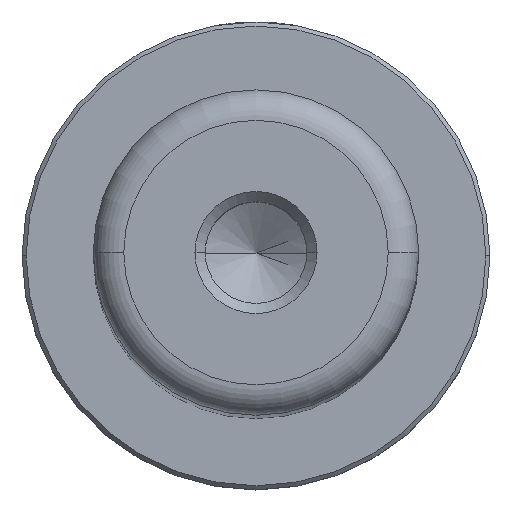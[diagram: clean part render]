
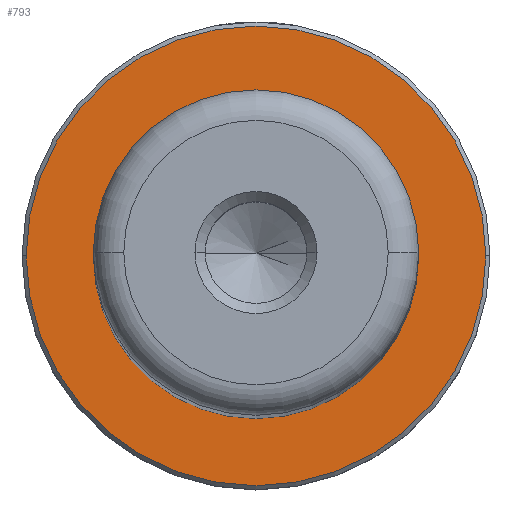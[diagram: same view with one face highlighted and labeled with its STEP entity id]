
A CAD part, top view. The second image highlights one B-rep face of the part: STEP entity #793.
In plain terms, the highlighted planar face has unit normal (0, 0, 1).
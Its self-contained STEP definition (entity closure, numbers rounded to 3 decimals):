
#31 = CARTESIAN_POINT ( 'NONE',  ( 0., 0., 15. ) ) ;
#122 = AXIS2_PLACEMENT_3D ( 'NONE', #31, #1204, #196 ) ;
#196 = DIRECTION ( 'NONE',  ( 1., 0., 0. ) ) ;
#200 = FACE_BOUND ( 'NONE', #1093, .T. ) ;
#235 = DIRECTION ( 'NONE',  ( -1., 0., 0. ) ) ;
#240 = DIRECTION ( 'NONE',  ( 0., 0., -1. ) ) ;
#248 = CARTESIAN_POINT ( 'NONE',  ( 0., 0., 15. ) ) ;
#329 = AXIS2_PLACEMENT_3D ( 'NONE', #248, #240, #235 ) ;
#358 = EDGE_CURVE ( 'NONE', #1250, #2097, #1977, .T. ) ;
#382 = ORIENTED_EDGE ( 'NONE', *, *, #2055, .T. ) ;
#477 = DIRECTION ( 'NONE',  ( 1., 0., 0. ) ) ;
#483 = DIRECTION ( 'NONE',  ( 0., 0., 1. ) ) ;
#494 = CARTESIAN_POINT ( 'NONE',  ( 7.5, 0., 15. ) ) ;
#495 = PLANE ( 'NONE',  #2014 ) ;
#498 = CIRCLE ( 'NONE', #122, 11.3 ) ;
#528 = VERTEX_POINT ( 'NONE', #656 ) ;
#543 = DIRECTION ( 'NONE',  ( -1., 0., 0. ) ) ;
#553 = DIRECTION ( 'NONE',  ( 0., 0., -1. ) ) ;
#559 = CARTESIAN_POINT ( 'NONE',  ( 0., 0., 15. ) ) ;
#573 = FACE_OUTER_BOUND ( 'NONE', #1010, .T. ) ;
#634 = CARTESIAN_POINT ( 'NONE',  ( 0., 0., 15. ) ) ;
#656 = CARTESIAN_POINT ( 'NONE',  ( -11.3, 0., 15. ) ) ;
#771 = EDGE_CURVE ( 'NONE', #2097, #1250, #1916, .T. ) ;
#793 = ADVANCED_FACE ( 'NONE', ( #573, #200 ), #495, .T. ) ;
#800 = AXIS2_PLACEMENT_3D ( 'NONE', #883, #2012, #1047 ) ;
#872 = ORIENTED_EDGE ( 'NONE', *, *, #771, .T. ) ;
#883 = CARTESIAN_POINT ( 'NONE',  ( 0., 0., 15. ) ) ;
#1010 = EDGE_LOOP ( 'NONE', ( #1247, #382 ) ) ;
#1047 = DIRECTION ( 'NONE',  ( 1., 0., 0. ) ) ;
#1093 = EDGE_LOOP ( 'NONE', ( #872, #1403 ) ) ;
#1197 = CARTESIAN_POINT ( 'NONE',  ( 11.3, 0., 15. ) ) ;
#1204 = DIRECTION ( 'NONE',  ( 0., 0., 1. ) ) ;
#1247 = ORIENTED_EDGE ( 'NONE', *, *, #1436, .T. ) ;
#1250 = VERTEX_POINT ( 'NONE', #494 ) ;
#1403 = ORIENTED_EDGE ( 'NONE', *, *, #358, .T. ) ;
#1436 = EDGE_CURVE ( 'NONE', #528, #1719, #2096, .T. ) ;
#1568 = CARTESIAN_POINT ( 'NONE',  ( -7.5, 0., 15. ) ) ;
#1719 = VERTEX_POINT ( 'NONE', #1197 ) ;
#1765 = AXIS2_PLACEMENT_3D ( 'NONE', #559, #553, #543 ) ;
#1916 = CIRCLE ( 'NONE', #1765, 7.5 ) ;
#1977 = CIRCLE ( 'NONE', #329, 7.5 ) ;
#2012 = DIRECTION ( 'NONE',  ( 0., 0., 1. ) ) ;
#2014 = AXIS2_PLACEMENT_3D ( 'NONE', #634, #483, #477 ) ;
#2055 = EDGE_CURVE ( 'NONE', #1719, #528, #498, .T. ) ;
#2096 = CIRCLE ( 'NONE', #800, 11.3 ) ;
#2097 = VERTEX_POINT ( 'NONE', #1568 ) ;
